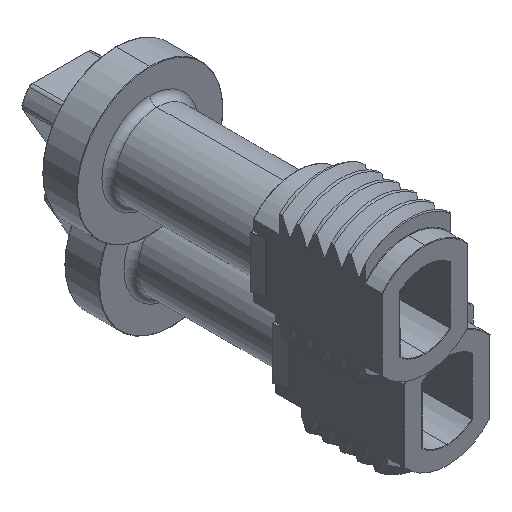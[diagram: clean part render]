
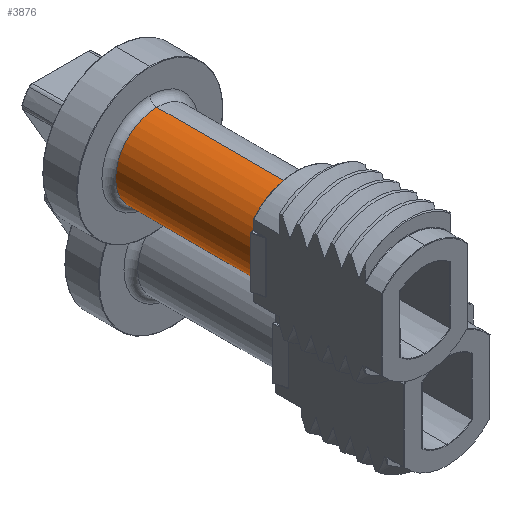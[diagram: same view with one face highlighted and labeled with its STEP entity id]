
A CAD part, isometric view. The second image highlights one B-rep face of the part: STEP entity #3876.
In plain terms, the highlighted cylindrical face has radius 4.8 mm (diameter 9.6 mm), a partial arc.
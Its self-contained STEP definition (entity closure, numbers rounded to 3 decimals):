
#2698 = CYLINDRICAL_SURFACE ( 'NONE', #2742, 4.8 ) ;
#2699 = CARTESIAN_POINT ( 'NONE',  ( 0., 0., 0. ) ) ;
#2700 = FACE_OUTER_BOUND ( 'NONE', #3877, .T. ) ;
#2740 = DIRECTION ( 'NONE',  ( 0., 0., -1. ) ) ;
#2741 = DIRECTION ( 'NONE',  ( 0., -1., 0. ) ) ;
#2742 = AXIS2_PLACEMENT_3D ( 'NONE', #2699, #2741, #2740 ) ;
#3016 = EDGE_CURVE ( 'NONE', #3038, #3062, #4811, .T. ) ;
#3038 = VERTEX_POINT ( 'NONE', #4971 ) ;
#3039 = VERTEX_POINT ( 'NONE', #4970 ) ;
#3061 = EDGE_CURVE ( 'NONE', #3062, #3063, #5008, .T. ) ;
#3062 = VERTEX_POINT ( 'NONE', #4969 ) ;
#3063 = VERTEX_POINT ( 'NONE', #4968 ) ;
#3078 = EDGE_CURVE ( 'NONE', #3039, #3063, #4952, .T. ) ;
#3247 = EDGE_CURVE ( 'NONE', #3039, #3038, #5360, .T. ) ;
#3867 = ORIENTED_EDGE ( 'NONE', *, *, #3078, .F. ) ;
#3868 = ORIENTED_EDGE ( 'NONE', *, *, #3247, .T. ) ;
#3869 = ORIENTED_EDGE ( 'NONE', *, *, #3016, .T. ) ;
#3870 = ORIENTED_EDGE ( 'NONE', *, *, #3061, .T. ) ;
#3876 = ADVANCED_FACE ( 'NONE', ( #2700 ), #2698, .T. ) ;
#3877 = EDGE_LOOP ( 'NONE', ( #3867, #3868, #3869, #3870 ) ) ;
#4811 = LINE ( 'NONE', #4888, #4887 ) ;
#4886 = DIRECTION ( 'NONE',  ( 0., -1., 0. ) ) ;
#4887 = VECTOR ( 'NONE', #4886, 1000. ) ;
#4888 = CARTESIAN_POINT ( 'NONE',  ( 0., 0., -4.8 ) ) ;
#4949 = DIRECTION ( 'NONE',  ( 0., -1., 0. ) ) ;
#4950 = VECTOR ( 'NONE', #4949, 1000. ) ;
#4951 = CARTESIAN_POINT ( 'NONE',  ( 0., 0., 4.8 ) ) ;
#4952 = LINE ( 'NONE', #4951, #4950 ) ;
#4968 = CARTESIAN_POINT ( 'NONE',  ( 0., 15.05, 4.8 ) ) ;
#4969 = CARTESIAN_POINT ( 'NONE',  ( 0., 15.05, -4.8 ) ) ;
#4970 = CARTESIAN_POINT ( 'NONE',  ( 0., 31.197, 4.8 ) ) ;
#4971 = CARTESIAN_POINT ( 'NONE',  ( 0., 31.197, -4.8 ) ) ;
#5001 = DIRECTION ( 'NONE',  ( 0., 0., 1. ) ) ;
#5002 = DIRECTION ( 'NONE',  ( 0., 1., 0. ) ) ;
#5003 = CARTESIAN_POINT ( 'NONE',  ( 0., 15.05, 0. ) ) ;
#5004 = AXIS2_PLACEMENT_3D ( 'NONE', #5003, #5002, #5001 ) ;
#5008 = CIRCLE ( 'NONE', #5004, 4.8 ) ;
#5356 = DIRECTION ( 'NONE',  ( 0., 0., -1. ) ) ;
#5357 = DIRECTION ( 'NONE',  ( 0., -1., 0. ) ) ;
#5358 = CARTESIAN_POINT ( 'NONE',  ( 0., 31.197, 0. ) ) ;
#5359 = AXIS2_PLACEMENT_3D ( 'NONE', #5358, #5357, #5356 ) ;
#5360 = CIRCLE ( 'NONE', #5359, 4.8 ) ;
